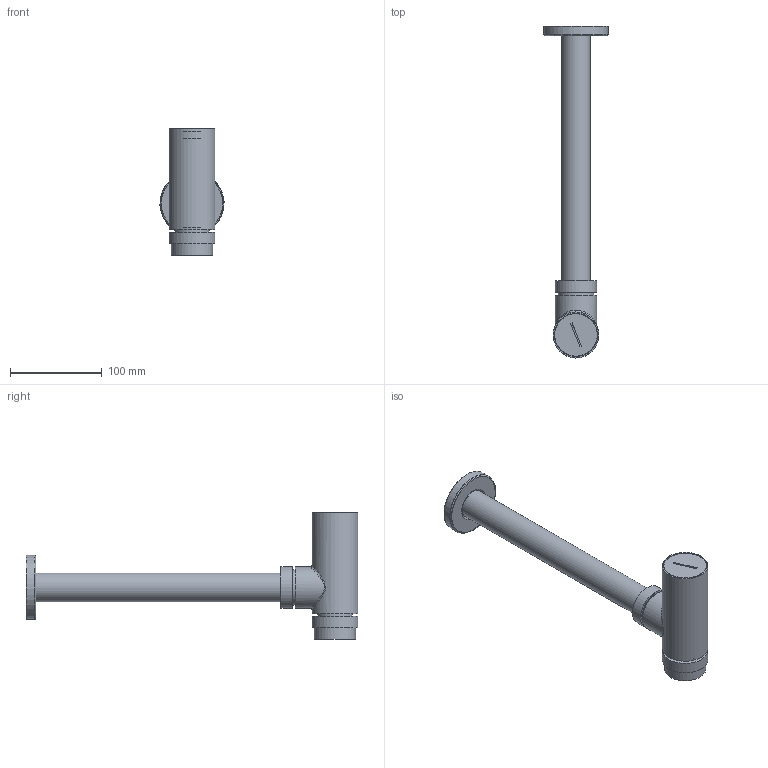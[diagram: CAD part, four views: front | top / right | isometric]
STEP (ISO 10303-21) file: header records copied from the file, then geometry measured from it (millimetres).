
FILE_DESCRIPTION(/* description */ (''),/* implementation_level */ '2;1');
FILE_NAME(/* name */ '铜大三通圆形.stp',/* time_stamp */ '2023-11-02T00:20:19+08:00',/* author */ (''),/* organization */ (''),/* preprocessor_version */ 'ST-DEVELOPER v16',/* originating_system */ 'SIEMENS PLM Software NX 10.0',/* authorisation */ '');
FILE_SCHEMA (('AP203_CONFIGURATION_CONTROLLED_3D_DESIGN_OF_MECHANICAL_PARTS_AND_ASSEMBLIES_MIM_LF { 1 0 10303 403 2 1 2}'));
Length unit declared in the file: millimetre
Products named in the file (1): Admi2A887239gd69
Bounding box: 69.89 x 362 x 138 mm (x, y, z)
Volume: 115914.5 mm3; surface area: 182072.6 mm2
Topology: 11 solids, 12 shells, 170 faces, 367 edges, 245 vertices
Faces by surface type: plane 71, cylinder 64, bspline 15, torus 11, cone 9
Full cylindrical faces by diameter (mm): 26 x1, 29.5 x1, 30 x2, 30.1 x1, 30.5 x1, 31.5 x2, 32 x1, 32.5 x2, 33 x3, 34.5 x1, 37 x1, 38 x1, 38.5 x1, 39.5 x1, 40 x1, 40.5 x2, 41 x6, 41.6 x1, 42.8 x4, 45 x3, 46.4 x2, 47.5 x2, 50 x2, 69 x1, 70 x1
Entity records: 10783 total; most frequent: CARTESIAN_POINT 7555, DIRECTION 618, ORIENTED_EDGE 540, AXIS2_PLACEMENT_3D 294, EDGE_LOOP 273, EDGE_CURVE 270, FACE_BOUND 212, VERTEX_POINT 211
